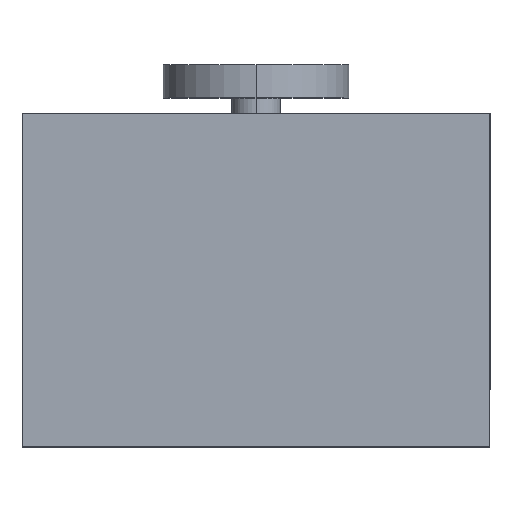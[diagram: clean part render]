
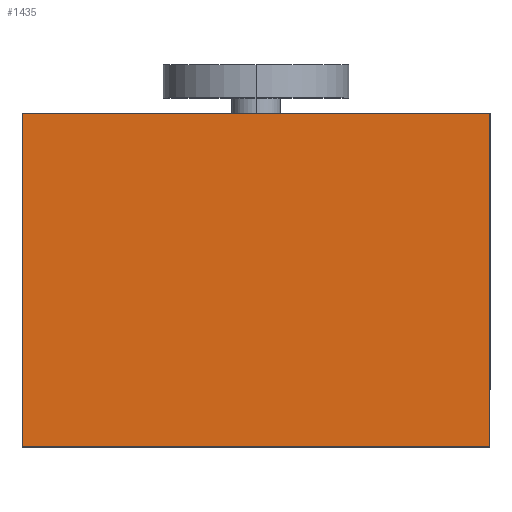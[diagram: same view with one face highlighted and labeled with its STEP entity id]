
A CAD part, top view. The second image highlights one B-rep face of the part: STEP entity #1435.
In plain terms, the highlighted planar face has unit normal (0, 0, 1).
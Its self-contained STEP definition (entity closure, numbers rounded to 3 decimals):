
#18 = VERTEX_POINT ( 'NONE', #544 ) ;
#70 = VECTOR ( 'NONE', #1177, 1000. ) ;
#117 = CARTESIAN_POINT ( 'NONE',  ( -6.35, 0., 3.99 ) ) ;
#119 = CARTESIAN_POINT ( 'NONE',  ( -6.35, 0., 3.99 ) ) ;
#132 = DIRECTION ( 'NONE',  ( 0., -1., 0. ) ) ;
#143 = FACE_OUTER_BOUND ( 'NONE', #1840, .T. ) ;
#171 = VECTOR ( 'NONE', #132, 1000. ) ;
#234 = CARTESIAN_POINT ( 'NONE',  ( -6.35, 9.04, 3.99 ) ) ;
#239 = EDGE_CURVE ( 'NONE', #501, #1669, #880, .T. ) ;
#302 = VECTOR ( 'NONE', #1173, 1000. ) ;
#307 = CARTESIAN_POINT ( 'NONE',  ( -6.35, 9.04, 3.99 ) ) ;
#446 = CARTESIAN_POINT ( 'NONE',  ( -6.35, 9.04, 3.99 ) ) ;
#501 = VERTEX_POINT ( 'NONE', #117 ) ;
#544 = CARTESIAN_POINT ( 'NONE',  ( 6.35, 9.04, 3.99 ) ) ;
#622 = LINE ( 'NONE', #1670, #302 ) ;
#811 = ORIENTED_EDGE ( 'NONE', *, *, #2121, .F. ) ;
#836 = CARTESIAN_POINT ( 'NONE',  ( -6.35, 9.04, 3.99 ) ) ;
#880 = LINE ( 'NONE', #119, #70 ) ;
#896 = DIRECTION ( 'NONE',  ( 1., 0., 0. ) ) ;
#974 = VERTEX_POINT ( 'NONE', #446 ) ;
#1013 = DIRECTION ( 'NONE',  ( 0., 0., -1. ) ) ;
#1173 = DIRECTION ( 'NONE',  ( 0., -1., 0. ) ) ;
#1177 = DIRECTION ( 'NONE',  ( 1., 0., 0. ) ) ;
#1226 = ORIENTED_EDGE ( 'NONE', *, *, #239, .T. ) ;
#1237 = LINE ( 'NONE', #307, #171 ) ;
#1402 = CARTESIAN_POINT ( 'NONE',  ( 6.35, 0., 3.99 ) ) ;
#1435 = ADVANCED_FACE ( 'NONE', ( #143 ), #2247, .F. ) ;
#1545 = EDGE_CURVE ( 'NONE', #18, #1669, #622, .T. ) ;
#1598 = ORIENTED_EDGE ( 'NONE', *, *, #1545, .F. ) ;
#1605 = AXIS2_PLACEMENT_3D ( 'NONE', #836, #1013, #1694 ) ;
#1669 = VERTEX_POINT ( 'NONE', #1402 ) ;
#1670 = CARTESIAN_POINT ( 'NONE',  ( 6.35, 9.04, 3.99 ) ) ;
#1694 = DIRECTION ( 'NONE',  ( -1., 0., 0. ) ) ;
#1840 = EDGE_LOOP ( 'NONE', ( #1226, #1598, #811, #2245 ) ) ;
#2035 = EDGE_CURVE ( 'NONE', #974, #501, #1237, .T. ) ;
#2121 = EDGE_CURVE ( 'NONE', #974, #18, #2132, .T. ) ;
#2132 = LINE ( 'NONE', #234, #2240 ) ;
#2240 = VECTOR ( 'NONE', #896, 1000. ) ;
#2245 = ORIENTED_EDGE ( 'NONE', *, *, #2035, .T. ) ;
#2247 = PLANE ( 'NONE',  #1605 ) ;
